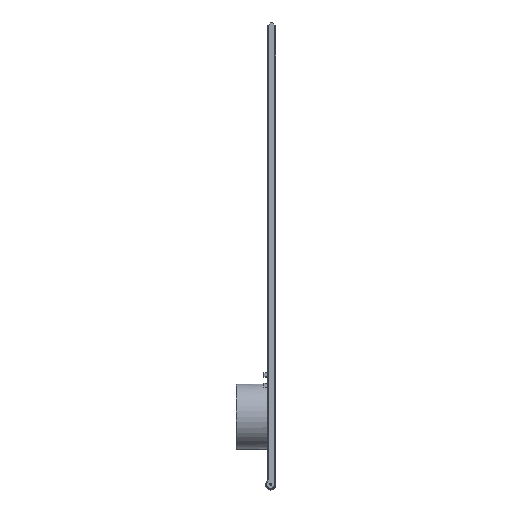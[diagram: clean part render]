
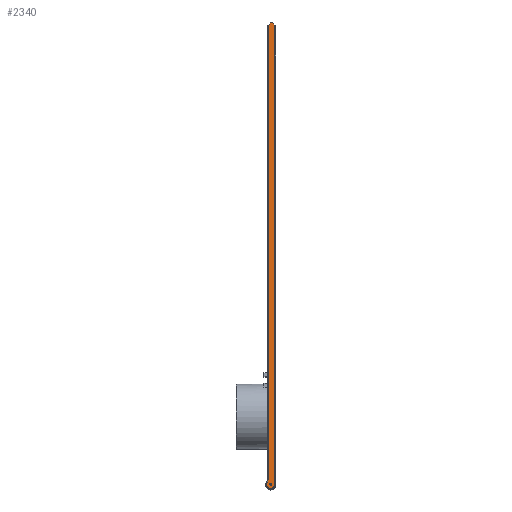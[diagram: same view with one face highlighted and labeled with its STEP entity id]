
A CAD part, top view. The second image highlights one B-rep face of the part: STEP entity #2340.
In plain terms, the highlighted planar face has unit normal (0, 0, 1).
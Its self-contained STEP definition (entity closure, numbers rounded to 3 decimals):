
#91=FACE_BOUND('',#445,.T.);
#151=PLANE('',#2582);
#269=FACE_OUTER_BOUND('',#444,.T.);
#444=EDGE_LOOP('',(#2165,#2166,#2167,#2168,#2169,#2170,#2171,#2172));
#445=EDGE_LOOP('',(#2173));
#626=LINE('',#3823,#844);
#627=LINE('',#3825,#845);
#654=LINE('',#3890,#872);
#657=LINE('',#3895,#875);
#660=LINE('',#3903,#878);
#662=LINE('',#3907,#880);
#663=LINE('',#3908,#881);
#844=VECTOR('',#3152,10.);
#845=VECTOR('',#3153,10.);
#872=VECTOR('',#3224,10.);
#875=VECTOR('',#3229,10.);
#878=VECTOR('',#3238,10.);
#880=VECTOR('',#3242,10.);
#881=VECTOR('',#3243,1000.);
#990=CIRCLE('',#2575,2.1);
#993=CIRCLE('',#2583,0.5);
#1179=VERTEX_POINT('',#3820);
#1180=VERTEX_POINT('',#3822);
#1181=VERTEX_POINT('',#3824);
#1197=VERTEX_POINT('',#3889);
#1198=VERTEX_POINT('',#3893);
#1199=VERTEX_POINT('',#3897);
#1200=VERTEX_POINT('',#3901);
#1201=VERTEX_POINT('',#3906);
#1204=VERTEX_POINT('',#3917);
#1481=EDGE_CURVE('',#1179,#1180,#626,.T.);
#1482=EDGE_CURVE('',#1180,#1181,#627,.T.);
#1515=EDGE_CURVE('',#1197,#1179,#654,.T.);
#1518=EDGE_CURVE('',#1198,#1197,#657,.T.);
#1520=EDGE_CURVE('',#1199,#1198,#990,.T.);
#1522=EDGE_CURVE('',#1200,#1199,#660,.T.);
#1524=EDGE_CURVE('',#1201,#1181,#662,.T.);
#1525=EDGE_CURVE('',#1201,#1200,#663,.T.);
#1529=EDGE_CURVE('',#1204,#1204,#993,.T.);
#2165=ORIENTED_EDGE('',*,*,#1522,.F.);
#2166=ORIENTED_EDGE('',*,*,#1525,.F.);
#2167=ORIENTED_EDGE('',*,*,#1524,.T.);
#2168=ORIENTED_EDGE('',*,*,#1482,.F.);
#2169=ORIENTED_EDGE('',*,*,#1481,.F.);
#2170=ORIENTED_EDGE('',*,*,#1515,.F.);
#2171=ORIENTED_EDGE('',*,*,#1518,.F.);
#2172=ORIENTED_EDGE('',*,*,#1520,.F.);
#2173=ORIENTED_EDGE('',*,*,#1529,.T.);
#2340=ADVANCED_FACE('',(#269,#91),#151,.T.);
#2575=AXIS2_PLACEMENT_3D('',#3899,#3233,#3234);
#2582=AXIS2_PLACEMENT_3D('',#3916,#3253,#3254);
#2583=AXIS2_PLACEMENT_3D('',#3918,#3255,#3256);
#3152=DIRECTION('',(0.707,0.707,0.));
#3153=DIRECTION('',(0.707,0.707,0.));
#3224=DIRECTION('',(0.,1.,0.));
#3229=DIRECTION('',(0.471,0.882,0.));
#3233=DIRECTION('center_axis',(0.,0.,
-1.));
#3234=DIRECTION('ref_axis',(0.,-1.,0.));
#3238=DIRECTION('',(0.,-1.,0.));
#3242=DIRECTION('',(-0.707,0.707,0.));
#3243=DIRECTION('',(0.707,-0.707,0.));
#3253=DIRECTION('center_axis',(0.,0.,
1.));
#3254=DIRECTION('ref_axis',(1.,0.,0.));
#3255=DIRECTION('center_axis',(0.,0.,
-1.));
#3256=DIRECTION('ref_axis',(0.,1.,0.));
#3820=CARTESIAN_POINT('',(175.4,208.267,85.579));
#3822=CARTESIAN_POINT('',(176.492,209.358,85.579));
#3823=CARTESIAN_POINT('',(147.309,180.176,85.579));
#3824=CARTESIAN_POINT('',(176.979,209.846,85.579));
#3825=CARTESIAN_POINT('',(176.492,209.358,85.579));
#3889=CARTESIAN_POINT('',(175.4,-22.25,85.579));
#3890=CARTESIAN_POINT('',(175.4,95.12,85.579));
#3893=CARTESIAN_POINT('',(174.647,-23.662,85.579));
#3895=CARTESIAN_POINT('',(199.921,23.727,85.579));
#3897=CARTESIAN_POINT('',(178.6,-24.65,85.579));
#3899=CARTESIAN_POINT('Origin',(176.5,-24.65,85.579));
#3901=CARTESIAN_POINT('',(178.6,208.225,85.579));
#3903=CARTESIAN_POINT('',(178.6,95.12,85.579));
#3906=CARTESIAN_POINT('',(177.364,209.462,85.579));
#3907=CARTESIAN_POINT('',(177.364,209.462,85.579));
#3908=CARTESIAN_POINT('',(174.488,212.338,85.579));
#3916=CARTESIAN_POINT('Origin',(177.,95.12,85.579));
#3917=CARTESIAN_POINT('',(176.5,-25.15,85.579));
#3918=CARTESIAN_POINT('Origin',(176.5,-24.65,85.579));
